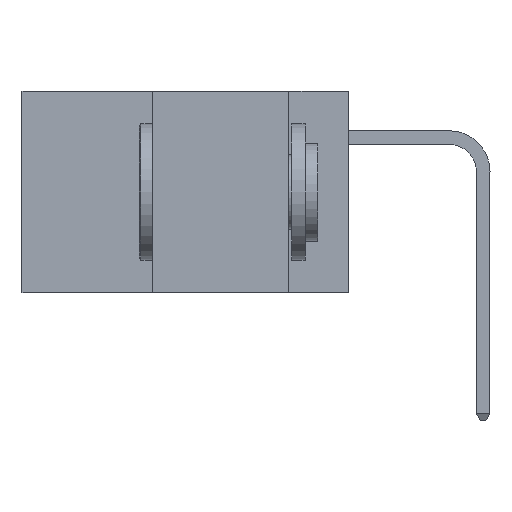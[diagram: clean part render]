
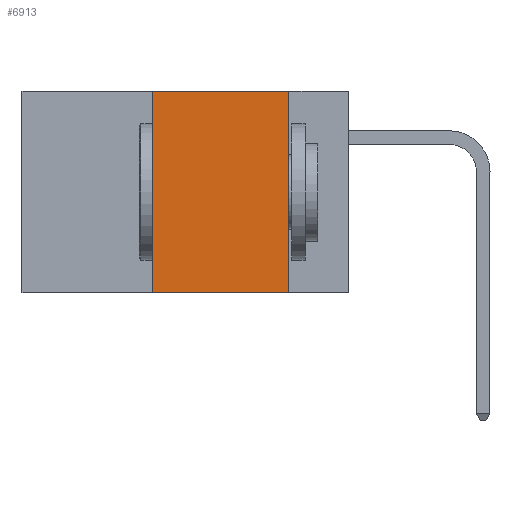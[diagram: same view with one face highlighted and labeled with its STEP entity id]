
A CAD part, left-side view. The second image highlights one B-rep face of the part: STEP entity #6913.
In plain terms, the highlighted planar face has unit normal (-1, 0, 0).
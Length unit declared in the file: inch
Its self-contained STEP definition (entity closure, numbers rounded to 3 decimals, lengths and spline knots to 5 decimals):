
#830 = EDGE_CURVE ( 'NONE', #37962, #25377, #10765, .T. ) ;
#1125 = DIRECTION ( 'NONE',  ( 0., 0., 1. ) ) ;
#2399 = DIRECTION ( 'NONE',  ( 1., 0., 0. ) ) ;
#4296 = ORIENTED_EDGE ( 'NONE', *, *, #12728, .T. ) ;
#5324 = FACE_OUTER_BOUND ( 'NONE', #27770, .T. ) ;
#6282 = CARTESIAN_POINT ( 'NONE',  ( 0., 0.11, 0. ) ) ;
#6913 = ADVANCED_FACE ( 'NONE', ( #5324 ), #17512, .F. ) ;
#10716 = VECTOR ( 'NONE', #35137, 39.37008 ) ;
#10765 = LINE ( 'NONE', #22693, #38191 ) ;
#11477 = VECTOR ( 'NONE', #15621, 39.37008 ) ;
#12131 = ORIENTED_EDGE ( 'NONE', *, *, #37635, .F. ) ;
#12499 = CARTESIAN_POINT ( 'NONE',  ( 0., 0.11, -0.37 ) ) ;
#12634 = VERTEX_POINT ( 'NONE', #12499 ) ;
#12728 = EDGE_CURVE ( 'NONE', #37962, #12634, #24952, .T. ) ;
#14792 = CARTESIAN_POINT ( 'NONE',  ( 0., 0.36, 0. ) ) ;
#15621 = DIRECTION ( 'NONE',  ( 0., -1., 0. ) ) ;
#17512 = PLANE ( 'NONE',  #19545 ) ;
#19545 = AXIS2_PLACEMENT_3D ( 'NONE', #23936, #2399, #32683 ) ;
#19973 = CARTESIAN_POINT ( 'NONE',  ( 0., 0.36, -0.37 ) ) ;
#22220 = CARTESIAN_POINT ( 'NONE',  ( 0., 0.6, -0.37 ) ) ;
#22693 = CARTESIAN_POINT ( 'NONE',  ( 0., 0.36, 0. ) ) ;
#22912 = CARTESIAN_POINT ( 'NONE',  ( 0., 0.11, 0. ) ) ;
#23936 = CARTESIAN_POINT ( 'NONE',  ( 0., 0.6, 0. ) ) ;
#24952 = LINE ( 'NONE', #22220, #11477 ) ;
#25377 = VERTEX_POINT ( 'NONE', #14792 ) ;
#25709 = CARTESIAN_POINT ( 'NONE',  ( 0., 0.6, 0. ) ) ;
#25819 = VECTOR ( 'NONE', #37338, 39.37008 ) ;
#26928 = ORIENTED_EDGE ( 'NONE', *, *, #830, .F. ) ;
#27243 = ORIENTED_EDGE ( 'NONE', *, *, #39691, .F. ) ;
#27770 = EDGE_LOOP ( 'NONE', ( #12131, #27243, #26928, #4296 ) ) ;
#32683 = DIRECTION ( 'NONE',  ( 0., 0., -1. ) ) ;
#33989 = LINE ( 'NONE', #6282, #25819 ) ;
#35137 = DIRECTION ( 'NONE',  ( 0., -1., 0. ) ) ;
#36165 = VERTEX_POINT ( 'NONE', #22912 ) ;
#37338 = DIRECTION ( 'NONE',  ( 0., 0., -1. ) ) ;
#37635 = EDGE_CURVE ( 'NONE', #36165, #12634, #33989, .T. ) ;
#37962 = VERTEX_POINT ( 'NONE', #19973 ) ;
#38140 = LINE ( 'NONE', #25709, #10716 ) ;
#38191 = VECTOR ( 'NONE', #1125, 39.37008 ) ;
#39691 = EDGE_CURVE ( 'NONE', #25377, #36165, #38140, .T. ) ;
